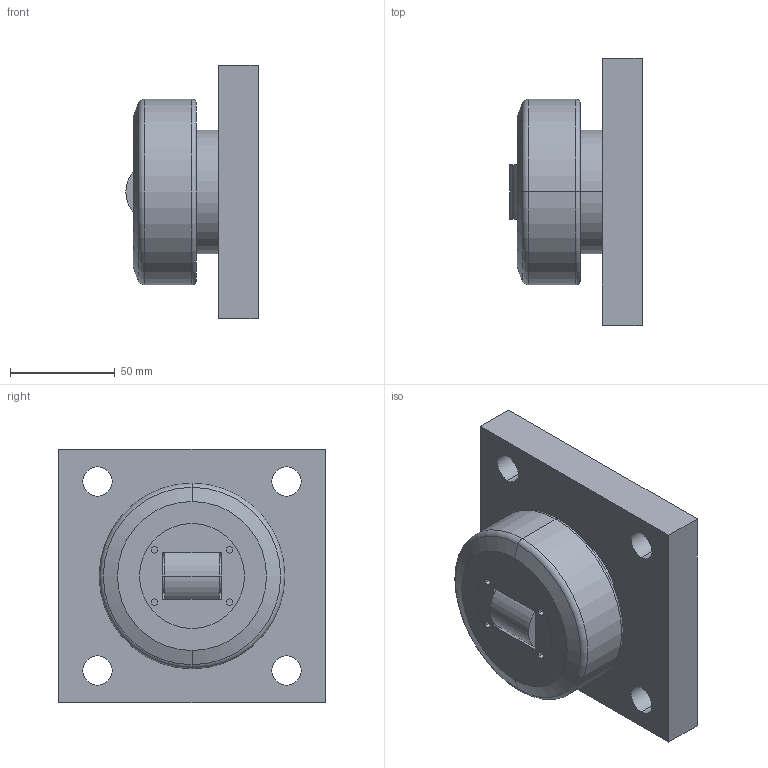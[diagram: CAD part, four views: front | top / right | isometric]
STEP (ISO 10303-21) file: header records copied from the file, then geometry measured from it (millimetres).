
FILE_DESCRIPTION (( 'STEP AP203' ), '1' );
FILE_NAME ('CRT_A4547E332F.step', '2021-09-13T15:49:06', ( 'localadmin' ), ( 'BOXX Technologies, Inc.' ), 'SwSTEP 2.0', 'SolidWorks 2019', '' );
FILE_SCHEMA (( 'CONFIG_CONTROL_DESIGN' ));
Length unit declared in the file: inch
Products named in the file (3): OcgkT5UgWv_CADModel_0; CRT_A4547E332F
Assembly tree (1 placements, depth 2):
  OcgkT5UgWv_CADModel_0
  CRT_A4547E332F
    OcgkT5UgWv_CADModel_0
Bounding box: 63.05 x 127 x 120.65 mm (x, y, z)
Volume: 474734 mm3; surface area: 85699.7 mm2
Topology: 5 solids, 5 shells, 93 faces, 213 edges, 137 vertices
Faces by surface type: plane 45, cylinder 36, cone 8, torus 4
Entity records: 3257 total; most frequent: CARTESIAN_POINT 806, DIRECTION 473, ORIENTED_EDGE 422, EDGE_CURVE 211, AXIS2_PLACEMENT_3D 172, VERTEX_POINT 137, LINE 129, VECTOR 129
